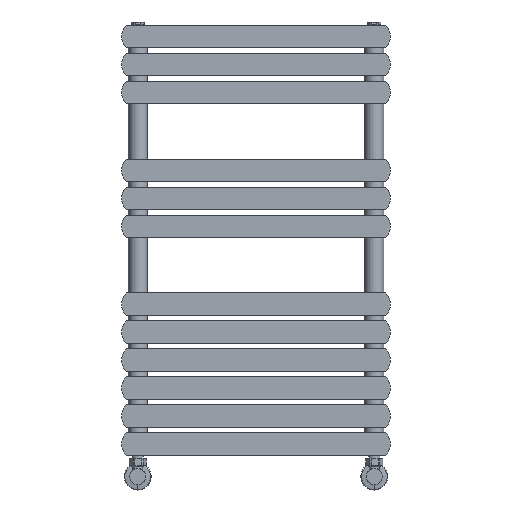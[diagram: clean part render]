
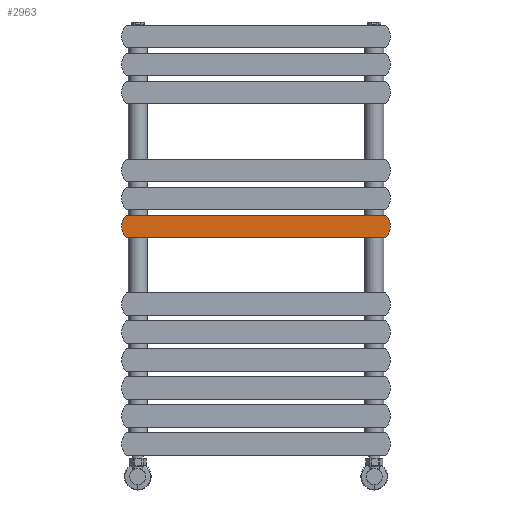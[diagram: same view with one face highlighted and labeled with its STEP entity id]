
A CAD part, front view. The second image highlights one B-rep face of the part: STEP entity #2963.
In plain terms, the highlighted planar face has unit normal (0, -1, 0).
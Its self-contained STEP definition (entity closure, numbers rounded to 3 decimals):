
#2963 = ADVANCED_FACE ( 'NONE', ( #5964 ), #5966, .F. ) ;
#2964 = ORIENTED_EDGE ( 'NONE', *, *, #3146, .T. ) ;
#2975 = VERTEX_POINT ( 'NONE', #5983 ) ;
#2977 = VERTEX_POINT ( 'NONE', #5982 ) ;
#2979 = EDGE_CURVE ( 'NONE', #2975, #2977, #5958, .T. ) ;
#3125 = EDGE_CURVE ( 'NONE', #3151, #2977, #6209, .T. ) ;
#3142 = ORIENTED_EDGE ( 'NONE', *, *, #2979, .F. ) ;
#3145 = EDGE_LOOP ( 'NONE', ( #3142, #3153, #2964, #3154 ) ) ;
#3146 = EDGE_CURVE ( 'NONE', #3148, #3151, #6145, .T. ) ;
#3148 = VERTEX_POINT ( 'NONE', #6196 ) ;
#3151 = VERTEX_POINT ( 'NONE', #6195 ) ;
#3153 = ORIENTED_EDGE ( 'NONE', *, *, #3157, .T. ) ;
#3154 = ORIENTED_EDGE ( 'NONE', *, *, #3125, .T. ) ;
#3157 = EDGE_CURVE ( 'NONE', #2975, #3148, #6133, .T. ) ;
#5958 = LINE ( 'NONE', #5992, #5991 ) ;
#5961 = DIRECTION ( 'NONE',  ( 0., 1., 0. ) ) ;
#5962 = CARTESIAN_POINT ( 'NONE',  ( -21., -7., 250. ) ) ;
#5964 = FACE_OUTER_BOUND ( 'NONE', #3145, .T. ) ;
#5966 = PLANE ( 'NONE',  #5999 ) ;
#5971 = DIRECTION ( 'NONE',  ( -1., 0., 0. ) ) ;
#5982 = CARTESIAN_POINT ( 'NONE',  ( 21., -7., -241.424 ) ) ;
#5983 = CARTESIAN_POINT ( 'NONE',  ( 21., -7., 241.424 ) ) ;
#5990 = DIRECTION ( 'NONE',  ( 0., 0., -1. ) ) ;
#5991 = VECTOR ( 'NONE', #5990, 1000. ) ;
#5992 = CARTESIAN_POINT ( 'NONE',  ( 21., -7., 250. ) ) ;
#5999 = AXIS2_PLACEMENT_3D ( 'NONE', #5962, #5961, #5971 ) ;
#6131 = CARTESIAN_POINT ( 'NONE',  ( 0., -7., 220. ) ) ;
#6133 = CIRCLE ( 'NONE', #6243, 30. ) ;
#6141 = DIRECTION ( 'NONE',  ( 0., 0., -1. ) ) ;
#6142 = VECTOR ( 'NONE', #6141, 1000. ) ;
#6143 = CARTESIAN_POINT ( 'NONE',  ( -21., -7., 250. ) ) ;
#6145 = LINE ( 'NONE', #6143, #6142 ) ;
#6195 = CARTESIAN_POINT ( 'NONE',  ( -21., -7., -241.424 ) ) ;
#6196 = CARTESIAN_POINT ( 'NONE',  ( -21., -7., 241.424 ) ) ;
#6199 = DIRECTION ( 'NONE',  ( -1., 0., 0. ) ) ;
#6200 = DIRECTION ( 'NONE',  ( 0., -1., 0. ) ) ;
#6201 = AXIS2_PLACEMENT_3D ( 'NONE', #6207, #6200, #6199 ) ;
#6207 = CARTESIAN_POINT ( 'NONE',  ( 0., -7., -220. ) ) ;
#6209 = CIRCLE ( 'NONE', #6201, 30. ) ;
#6241 = DIRECTION ( 'NONE',  ( -1., 0., 0. ) ) ;
#6242 = DIRECTION ( 'NONE',  ( 0., -1., 0. ) ) ;
#6243 = AXIS2_PLACEMENT_3D ( 'NONE', #6131, #6242, #6241 ) ;
